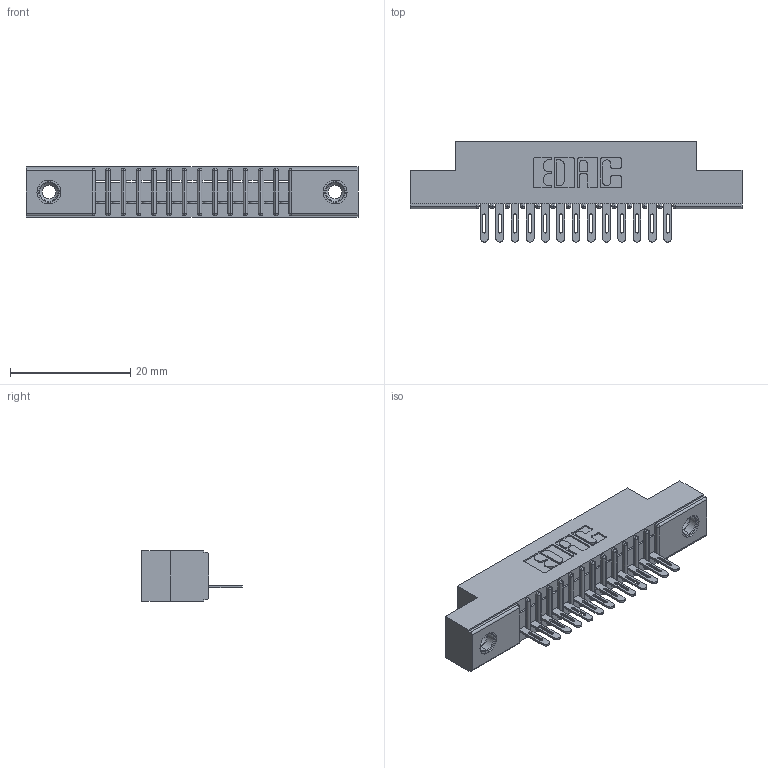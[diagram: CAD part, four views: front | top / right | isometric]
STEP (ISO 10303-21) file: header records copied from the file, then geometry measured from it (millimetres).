
FILE_DESCRIPTION (( 'STEP AP203' ), '1' );
FILE_NAME ('341-013-500-108.STEP', '2018-08-06T03:46:29', ( '' ), ( '' ), 'SwSTEP 2.0', 'SolidWorks 2016', '' );
FILE_SCHEMA (( 'CONFIG_CONTROL_DESIGN' ));
Length unit declared in the file: inch
Products named in the file (4): 341-292-001_341-292-100; 345-250-001_345-250-003-102; 341-013-500-108; 341 Part_.156 (3.96) Dia Mounting Holes
Assembly tree (16 placements, depth 2):
  341-013-500-108
    341 Part_.156 (3.96) Dia Mounting Holes
    341-292-001_341-292-100  x13
    345-250-001_345-250-003-102  x2
Bounding box: 55.24 x 16.69 x 8.38 mm (x, y, z)
Volume: 3087 mm3; surface area: 5380.5 mm2
Topology: 16 solids, 16 shells, 1242 faces, 3533 edges, 2266 vertices
Faces by surface type: plane 737, cylinder 437, sphere 28, torus 28, cone 12
Entity records: 20373 total; most frequent: CARTESIAN_POINT 3425, ORIENTED_EDGE 3406, DIRECTION 3345, EDGE_CURVE 1703, VECTOR 1337, LINE 1337, VERTEX_POINT 1084, AXIS2_PLACEMENT_3D 1004
